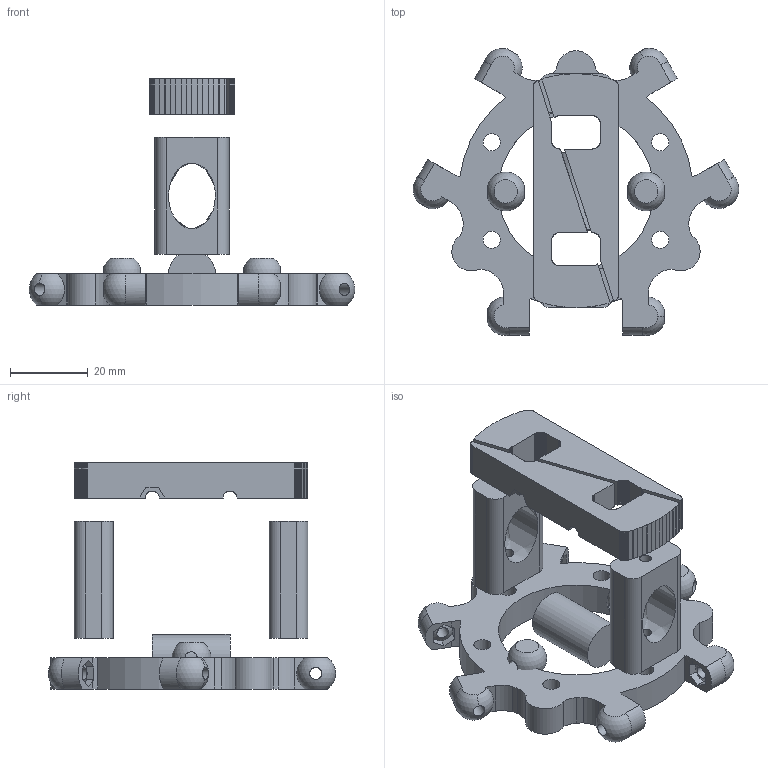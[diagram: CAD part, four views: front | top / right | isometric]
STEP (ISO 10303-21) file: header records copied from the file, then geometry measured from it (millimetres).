
FILE_DESCRIPTION(('FreeCAD Model'),'2;1');
FILE_NAME('Open CASCADE Shape Model','2026-02-24T18:30:30',(''),(''), 'Open CASCADE STEP processor 7.8','FreeCAD','Unknown');
FILE_SCHEMA(('AUTOMOTIVE_DESIGN { 1 0 10303 214 1 1 1 1 }'));
Length unit declared in the file: millimetre
Products named in the file (5): debug_platform_with_hotend_mount; difference003; cylinder034; cylinder040; Group016
Assembly tree (4 placements, depth 2):
  debug_platform_with_hotend_mount
    difference003
    cylinder034
    cylinder040
    Group016
Bounding box: 83.56 x 73.73 x 58 mm (x, y, z)
Volume: 37785 mm3; surface area: 22056.5 mm2
Topology: 9 solids, 9 shells, 609 faces, 1787 edges, 1194 vertices
Faces by surface type: plane 504, cylinder 79, sphere 20, cone 4, bspline 2
Full cylindrical faces by diameter (mm): 3 x4, 3.1 x8, 3.5 x4, 4.4 x6, 12 x2, 40 x1
Entity records: 23521 total; most frequent: CARTESIAN_POINT 6953, ORIENTED_EDGE 3574, DIRECTION 3285, EDGE_CURVE 1787, LINE 1397, VECTOR 1397, VERTEX_POINT 1194, AXIS2_PLACEMENT_3D 944
